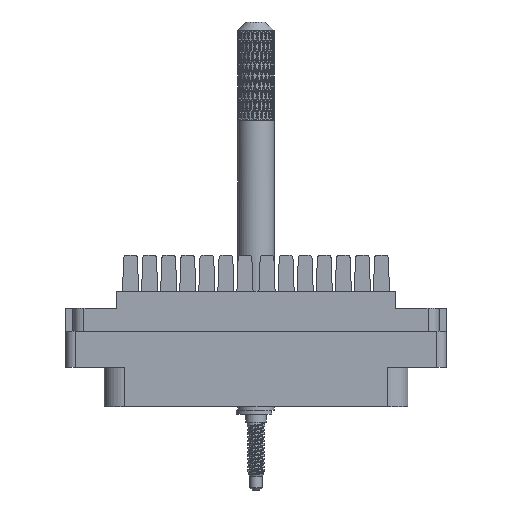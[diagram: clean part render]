
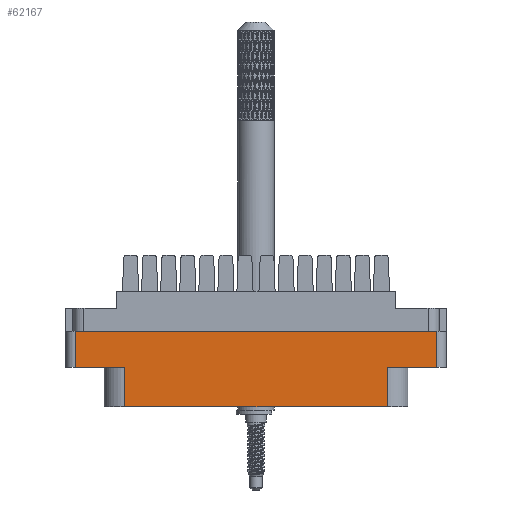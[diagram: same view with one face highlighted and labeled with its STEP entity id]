
A CAD part, front view. The second image highlights one B-rep face of the part: STEP entity #62167.
In plain terms, the highlighted planar face has unit normal (0, -1, 0).
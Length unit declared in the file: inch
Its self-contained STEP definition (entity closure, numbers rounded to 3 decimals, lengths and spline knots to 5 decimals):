
#698 = VECTOR ( 'NONE', #90983, 39.37008 ) ;
#3181 = VECTOR ( 'NONE', #67963, 39.37008 ) ;
#3630 = CARTESIAN_POINT ( 'NONE',  ( 1.2335, -0.438, -0.789 ) ) ;
#3927 = VECTOR ( 'NONE', #71997, 39.37008 ) ;
#4682 = CARTESIAN_POINT ( 'NONE',  ( -0.895, -0.438, -0.52 ) ) ;
#4764 = LINE ( 'NONE', #3630, #6238 ) ;
#6238 = VECTOR ( 'NONE', #46781, 39.37008 ) ;
#8358 = EDGE_CURVE ( 'NONE', #59067, #110859, #33499, .T. ) ;
#12228 = VERTEX_POINT ( 'NONE', #28370 ) ;
#13354 = CARTESIAN_POINT ( 'NONE',  ( 1.2335, -0.438, -0.52 ) ) ;
#14940 = DIRECTION ( 'NONE',  ( 0., -1., 0. ) ) ;
#16037 = VERTEX_POINT ( 'NONE', #104884 ) ;
#17118 = ORIENTED_EDGE ( 'NONE', *, *, #93892, .T. ) ;
#19819 = LINE ( 'NONE', #55361, #698 ) ;
#21652 = CARTESIAN_POINT ( 'NONE',  ( 1.2335, -0.438, -0.274 ) ) ;
#24291 = CARTESIAN_POINT ( 'NONE',  ( 0.895, -0.438, -0.52 ) ) ;
#24933 = EDGE_CURVE ( 'NONE', #12228, #72611, #114181, .T. ) ;
#27460 = VECTOR ( 'NONE', #61595, 39.37008 ) ;
#28370 = CARTESIAN_POINT ( 'NONE',  ( -1.2335, -0.438, -0.274 ) ) ;
#32355 = CARTESIAN_POINT ( 'NONE',  ( 0., -0.438, -0.52 ) ) ;
#32391 = PLANE ( 'NONE',  #70231 ) ;
#33499 = LINE ( 'NONE', #112850, #100007 ) ;
#37211 = EDGE_CURVE ( 'NONE', #110617, #71176, #101832, .T. ) ;
#44032 = FACE_OUTER_BOUND ( 'NONE', #105580, .T. ) ;
#44096 = EDGE_CURVE ( 'NONE', #12228, #71176, #78972, .T. ) ;
#44409 = ORIENTED_EDGE ( 'NONE', *, *, #75502, .T. ) ;
#45138 = LINE ( 'NONE', #80777, #3927 ) ;
#46781 = DIRECTION ( 'NONE',  ( 0., 0., 1. ) ) ;
#49565 = DIRECTION ( 'NONE',  ( 1., 0., 0. ) ) ;
#50121 = VECTOR ( 'NONE', #49565, 39.37008 ) ;
#54069 = CARTESIAN_POINT ( 'NONE',  ( -1.2335, -0.438, -0.52 ) ) ;
#55361 = CARTESIAN_POINT ( 'NONE',  ( -0.895, -0.438, -0.789 ) ) ;
#59067 = VERTEX_POINT ( 'NONE', #13354 ) ;
#59250 = CARTESIAN_POINT ( 'NONE',  ( -1.2955, -0.438, -0.789 ) ) ;
#60786 = VECTOR ( 'NONE', #104639, 39.37008 ) ;
#61109 = CARTESIAN_POINT ( 'NONE',  ( 0., -0.438, -0.274 ) ) ;
#61595 = DIRECTION ( 'NONE',  ( 0., 0., 1. ) ) ;
#62167 = ADVANCED_FACE ( 'NONE', ( #44032 ), #32391, .T. ) ;
#66941 = CARTESIAN_POINT ( 'NONE',  ( 0.895, -0.438, -0.52 ) ) ;
#67596 = ORIENTED_EDGE ( 'NONE', *, *, #113316, .T. ) ;
#67963 = DIRECTION ( 'NONE',  ( -1., 0., 0. ) ) ;
#69855 = ORIENTED_EDGE ( 'NONE', *, *, #44096, .T. ) ;
#70231 = AXIS2_PLACEMENT_3D ( 'NONE', #59250, #14940, #86117 ) ;
#71176 = VERTEX_POINT ( 'NONE', #54069 ) ;
#71192 = CARTESIAN_POINT ( 'NONE',  ( -0.895, -0.438, -0.789 ) ) ;
#71424 = EDGE_CURVE ( 'NONE', #85261, #16037, #45138, .T. ) ;
#71997 = DIRECTION ( 'NONE',  ( 1., 0., 0. ) ) ;
#72611 = VERTEX_POINT ( 'NONE', #21652 ) ;
#75070 = ORIENTED_EDGE ( 'NONE', *, *, #24933, .F. ) ;
#75502 = EDGE_CURVE ( 'NONE', #110617, #85261, #19819, .T. ) ;
#78972 = LINE ( 'NONE', #113378, #60786 ) ;
#80777 = CARTESIAN_POINT ( 'NONE',  ( -1.2955, -0.438, -0.789 ) ) ;
#81940 = ORIENTED_EDGE ( 'NONE', *, *, #71424, .T. ) ;
#83322 = ORIENTED_EDGE ( 'NONE', *, *, #37211, .F. ) ;
#84794 = ORIENTED_EDGE ( 'NONE', *, *, #8358, .F. ) ;
#85261 = VERTEX_POINT ( 'NONE', #71192 ) ;
#86117 = DIRECTION ( 'NONE',  ( 0., 0., -1. ) ) ;
#90983 = DIRECTION ( 'NONE',  ( 0., 0., -1. ) ) ;
#93892 = EDGE_CURVE ( 'NONE', #16037, #110859, #96028, .T. ) ;
#96028 = LINE ( 'NONE', #24291, #27460 ) ;
#100007 = VECTOR ( 'NONE', #113435, 39.37008 ) ;
#101832 = LINE ( 'NONE', #32355, #3181 ) ;
#104639 = DIRECTION ( 'NONE',  ( 0., 0., -1. ) ) ;
#104884 = CARTESIAN_POINT ( 'NONE',  ( 0.895, -0.438, -0.789 ) ) ;
#105580 = EDGE_LOOP ( 'NONE', ( #75070, #69855, #83322, #44409, #81940, #17118, #84794, #67596 ) ) ;
#110617 = VERTEX_POINT ( 'NONE', #4682 ) ;
#110859 = VERTEX_POINT ( 'NONE', #66941 ) ;
#112850 = CARTESIAN_POINT ( 'NONE',  ( 0., -0.438, -0.52 ) ) ;
#113316 = EDGE_CURVE ( 'NONE', #59067, #72611, #4764, .T. ) ;
#113378 = CARTESIAN_POINT ( 'NONE',  ( -1.2335, -0.438, -0.789 ) ) ;
#113435 = DIRECTION ( 'NONE',  ( -1., 0., 0. ) ) ;
#114181 = LINE ( 'NONE', #61109, #50121 ) ;
